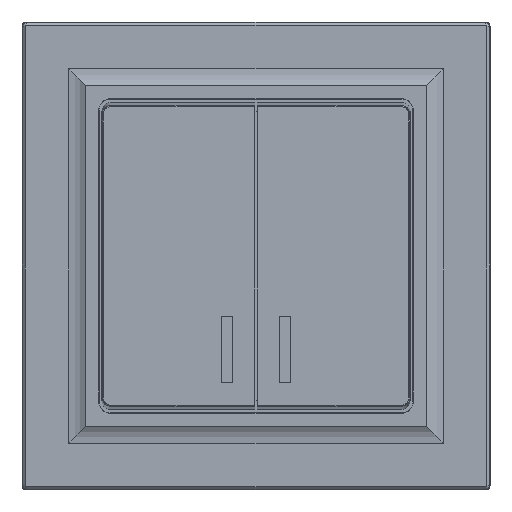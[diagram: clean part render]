
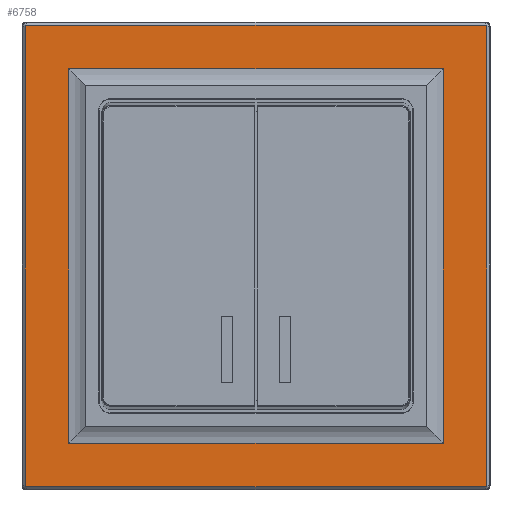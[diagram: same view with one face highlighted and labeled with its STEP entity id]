
A CAD part, top view. The second image highlights one B-rep face of the part: STEP entity #6758.
In plain terms, the highlighted face is planar.
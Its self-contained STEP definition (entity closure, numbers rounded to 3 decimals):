
#32 = DIRECTION ( 'NONE',  ( 1., 0., 0. ) ) ;
#182 = CARTESIAN_POINT ( 'NONE',  ( 0., 83.474, -0.499 ) ) ;
#375 = CARTESIAN_POINT ( 'NONE',  ( -82.402, 83.474, -0.499 ) ) ;
#420 = CARTESIAN_POINT ( 'NONE',  ( -41.201, 83.474, -0.499 ) ) ;
#478 = LINE ( 'NONE', #6764, #1528 ) ;
#509 = CARTESIAN_POINT ( 'NONE',  ( -74.844, 12.357, -0.499 ) ) ;
#529 = CARTESIAN_POINT ( 'NONE',  ( 0.245, 0.665, -0.499 ) ) ;
#585 = ORIENTED_EDGE ( 'NONE', *, *, #11232, .T. ) ;
#776 = CARTESIAN_POINT ( 'NONE',  ( -82.675, 83.201, -0.499 ) ) ;
#930 = CARTESIAN_POINT ( 'NONE',  ( 0., 83.474, -0.499 ) ) ;
#997 = LINE ( 'NONE', #5252, #9428 ) ;
#1375 = VERTEX_POINT ( 'NONE', #7181 ) ;
#1528 = VECTOR ( 'NONE', #12056, 1000. ) ;
#1537 = DIRECTION ( 'NONE',  ( 1., 0., 0. ) ) ;
#1689 = CARTESIAN_POINT ( 'NONE',  ( -82.675, 0.799, -0.499 ) ) ;
#1930 = LINE ( 'NONE', #2718, #12915 ) ;
#2149 = VERTEX_POINT ( 'NONE', #930 ) ;
#2224 = VECTOR ( 'NONE', #11819, 1000. ) ;
#2544 = B_SPLINE_CURVE_WITH_KNOTS ( 'NONE', 3,
 ( #776, #8165, #2873, #5880, #10201, #4827 ),
 .UNSPECIFIED., .F., .F.,
 ( 4, 2, 4 ),
 ( 0., 0.5, 1. ),
 .UNSPECIFIED. ) ;
#2718 = CARTESIAN_POINT ( 'NONE',  ( 0.273, 42., -0.499 ) ) ;
#2813 = DIRECTION ( 'NONE',  ( -1., 0., 0. ) ) ;
#2873 = CARTESIAN_POINT ( 'NONE',  ( -82.647, 83.335, -0.499 ) ) ;
#2899 = DIRECTION ( 'NONE',  ( -1., 0., 0. ) ) ;
#2959 = VERTEX_POINT ( 'NONE', #10376 ) ;
#3094 = VECTOR ( 'NONE', #3419, 1000. ) ;
#3126 = EDGE_CURVE ( 'NONE', #2959, #1375, #9773, .T. ) ;
#3220 = B_SPLINE_CURVE_WITH_KNOTS ( 'NONE', 3,
 ( #182, #6395, #10640, #6603, #5355, #12947 ),
 .UNSPECIFIED., .F., .F.,
 ( 4, 2, 4 ),
 ( 0., 0.5, 1. ),
 .UNSPECIFIED. ) ;
#3419 = DIRECTION ( 'NONE',  ( -1., 0., 0. ) ) ;
#3444 = CARTESIAN_POINT ( 'NONE',  ( 0.273, 83.201, -0.499 ) ) ;
#3591 = LINE ( 'NONE', #509, #13559 ) ;
#3768 = EDGE_CURVE ( 'NONE', #10194, #9430, #997, .T. ) ;
#4057 = CARTESIAN_POINT ( 'NONE',  ( -7.558, 75.643, -0.499 ) ) ;
#4553 = DIRECTION ( 'NONE',  ( 0., -1., 0. ) ) ;
#4827 = CARTESIAN_POINT ( 'NONE',  ( -82.402, 83.474, -0.499 ) ) ;
#4988 = FACE_OUTER_BOUND ( 'NONE', #6726, .T. ) ;
#5252 = CARTESIAN_POINT ( 'NONE',  ( -11.559, 8.357, -0.499 ) ) ;
#5355 = CARTESIAN_POINT ( 'NONE',  ( 0.273, 83.274, -0.499 ) ) ;
#5604 = LINE ( 'NONE', #420, #8199 ) ;
#5836 = DIRECTION ( 'NONE',  ( 0., 0., -1. ) ) ;
#5880 = CARTESIAN_POINT ( 'NONE',  ( -82.538, 83.446, -0.499 ) ) ;
#6023 = CARTESIAN_POINT ( 'NONE',  ( -82.675, 0.726, -0.499 ) ) ;
#6031 = CARTESIAN_POINT ( 'NONE',  ( -41.201, 0.526, -0.499 ) ) ;
#6085 = CARTESIAN_POINT ( 'NONE',  ( -82.647, 0.663, -0.499 ) ) ;
#6366 = EDGE_CURVE ( 'NONE', #13669, #2959, #1930, .T. ) ;
#6395 = CARTESIAN_POINT ( 'NONE',  ( 0.07, 83.474, -0.499 ) ) ;
#6603 = CARTESIAN_POINT ( 'NONE',  ( 0.245, 83.337, -0.499 ) ) ;
#6672 = VECTOR ( 'NONE', #2813, 1000. ) ;
#6709 = AXIS2_PLACEMENT_3D ( 'NONE', #12166, #5836, #2899 ) ;
#6726 = EDGE_LOOP ( 'NONE', ( #7926, #8573, #13694, #12898, #6992, #13076, #12718, #585 ) ) ;
#6758 = ADVANCED_FACE ( 'NONE', ( #9107, #4988 ), #7069, .T. ) ;
#6764 = CARTESIAN_POINT ( 'NONE',  ( -82.675, 42., -0.499 ) ) ;
#6876 = CARTESIAN_POINT ( 'NONE',  ( 0.273, 0.729, -0.499 ) ) ;
#6988 = CARTESIAN_POINT ( 'NONE',  ( -82.472, 0.526, -0.499 ) ) ;
#6992 = ORIENTED_EDGE ( 'NONE', *, *, #9299, .T. ) ;
#7069 = PLANE ( 'NONE',  #6709 ) ;
#7181 = CARTESIAN_POINT ( 'NONE',  ( 0., 0.526, -0.499 ) ) ;
#7529 = VERTEX_POINT ( 'NONE', #8348 ) ;
#7713 = CARTESIAN_POINT ( 'NONE',  ( 0.073, 0.526, -0.499 ) ) ;
#7729 = CARTESIAN_POINT ( 'NONE',  ( -82.402, 0.526, -0.499 ) ) ;
#7926 = ORIENTED_EDGE ( 'NONE', *, *, #8796, .T. ) ;
#7995 = CARTESIAN_POINT ( 'NONE',  ( 0., 0.526, -0.499 ) ) ;
#8165 = CARTESIAN_POINT ( 'NONE',  ( -82.675, 83.271, -0.499 ) ) ;
#8199 = VECTOR ( 'NONE', #1537, 1000. ) ;
#8255 = VERTEX_POINT ( 'NONE', #375 ) ;
#8348 = CARTESIAN_POINT ( 'NONE',  ( -74.844, 75.643, -0.499 ) ) ;
#8381 = LINE ( 'NONE', #6031, #6672 ) ;
#8497 = VERTEX_POINT ( 'NONE', #8531 ) ;
#8531 = CARTESIAN_POINT ( 'NONE',  ( -82.675, 83.201, -0.499 ) ) ;
#8573 = ORIENTED_EDGE ( 'NONE', *, *, #10547, .T. ) ;
#8600 = LINE ( 'NONE', #12853, #2224 ) ;
#8701 = B_SPLINE_CURVE_WITH_KNOTS ( 'NONE', 3,
 ( #9224, #6988, #11239, #6085, #6023, #1689 ),
 .UNSPECIFIED., .F., .F.,
 ( 4, 2, 4 ),
 ( 0., 0.5, 1. ),
 .UNSPECIFIED. ) ;
#8752 = EDGE_CURVE ( 'NONE', #8497, #8255, #2544, .T. ) ;
#8796 = EDGE_CURVE ( 'NONE', #10555, #13074, #8701, .T. ) ;
#8842 = LINE ( 'NONE', #12965, #3094 ) ;
#9107 = FACE_BOUND ( 'NONE', #11356, .T. ) ;
#9224 = CARTESIAN_POINT ( 'NONE',  ( -82.402, 0.526, -0.499 ) ) ;
#9258 = DIRECTION ( 'NONE',  ( 0., -1., 0. ) ) ;
#9299 = EDGE_CURVE ( 'NONE', #2149, #13669, #3220, .T. ) ;
#9428 = VECTOR ( 'NONE', #32, 1000. ) ;
#9430 = VERTEX_POINT ( 'NONE', #12035 ) ;
#9735 = EDGE_CURVE ( 'NONE', #9430, #10331, #8600, .T. ) ;
#9773 = B_SPLINE_CURVE_WITH_KNOTS ( 'NONE', 3,
 ( #11959, #6876, #529, #13212, #7713, #7995 ),
 .UNSPECIFIED., .F., .F.,
 ( 4, 2, 4 ),
 ( 0., 0.5, 1. ),
 .UNSPECIFIED. ) ;
#9820 = EDGE_CURVE ( 'NONE', #7529, #10194, #3591, .T. ) ;
#10194 = VERTEX_POINT ( 'NONE', #12204 ) ;
#10201 = CARTESIAN_POINT ( 'NONE',  ( -82.475, 83.474, -0.499 ) ) ;
#10219 = EDGE_CURVE ( 'NONE', #8255, #2149, #5604, .T. ) ;
#10331 = VERTEX_POINT ( 'NONE', #4057 ) ;
#10376 = CARTESIAN_POINT ( 'NONE',  ( 0.273, 0.799, -0.499 ) ) ;
#10547 = EDGE_CURVE ( 'NONE', #13074, #8497, #478, .T. ) ;
#10555 = VERTEX_POINT ( 'NONE', #7729 ) ;
#10633 = EDGE_CURVE ( 'NONE', #10331, #7529, #8842, .T. ) ;
#10640 = CARTESIAN_POINT ( 'NONE',  ( 0.134, 83.446, -0.499 ) ) ;
#11232 = EDGE_CURVE ( 'NONE', #1375, #10555, #8381, .T. ) ;
#11239 = CARTESIAN_POINT ( 'NONE',  ( -82.536, 0.554, -0.499 ) ) ;
#11356 = EDGE_LOOP ( 'NONE', ( #13634, #13736, #12401, #12899 ) ) ;
#11819 = DIRECTION ( 'NONE',  ( 0., 1., 0. ) ) ;
#11959 = CARTESIAN_POINT ( 'NONE',  ( 0.273, 0.799, -0.499 ) ) ;
#12035 = CARTESIAN_POINT ( 'NONE',  ( -7.558, 8.357, -0.499 ) ) ;
#12056 = DIRECTION ( 'NONE',  ( 0., 1., 0. ) ) ;
#12166 = CARTESIAN_POINT ( 'NONE',  ( -41.201, 42., -0.499 ) ) ;
#12204 = CARTESIAN_POINT ( 'NONE',  ( -74.844, 8.357, -0.499 ) ) ;
#12401 = ORIENTED_EDGE ( 'NONE', *, *, #10633, .T. ) ;
#12587 = CARTESIAN_POINT ( 'NONE',  ( -82.675, 0.799, -0.499 ) ) ;
#12718 = ORIENTED_EDGE ( 'NONE', *, *, #3126, .T. ) ;
#12853 = CARTESIAN_POINT ( 'NONE',  ( -7.558, 71.643, -0.499 ) ) ;
#12898 = ORIENTED_EDGE ( 'NONE', *, *, #10219, .T. ) ;
#12899 = ORIENTED_EDGE ( 'NONE', *, *, #9820, .T. ) ;
#12915 = VECTOR ( 'NONE', #9258, 1000. ) ;
#12947 = CARTESIAN_POINT ( 'NONE',  ( 0.273, 83.201, -0.499 ) ) ;
#12965 = CARTESIAN_POINT ( 'NONE',  ( -70.844, 75.643, -0.499 ) ) ;
#13074 = VERTEX_POINT ( 'NONE', #12587 ) ;
#13076 = ORIENTED_EDGE ( 'NONE', *, *, #6366, .T. ) ;
#13212 = CARTESIAN_POINT ( 'NONE',  ( 0.136, 0.554, -0.499 ) ) ;
#13559 = VECTOR ( 'NONE', #4553, 1000. ) ;
#13634 = ORIENTED_EDGE ( 'NONE', *, *, #3768, .T. ) ;
#13669 = VERTEX_POINT ( 'NONE', #3444 ) ;
#13694 = ORIENTED_EDGE ( 'NONE', *, *, #8752, .T. ) ;
#13736 = ORIENTED_EDGE ( 'NONE', *, *, #9735, .T. ) ;
